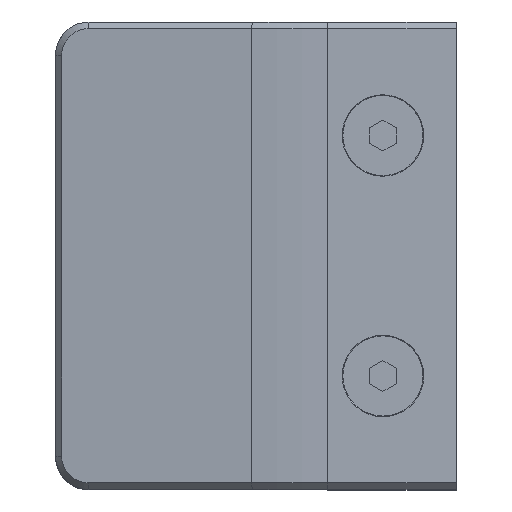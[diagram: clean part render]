
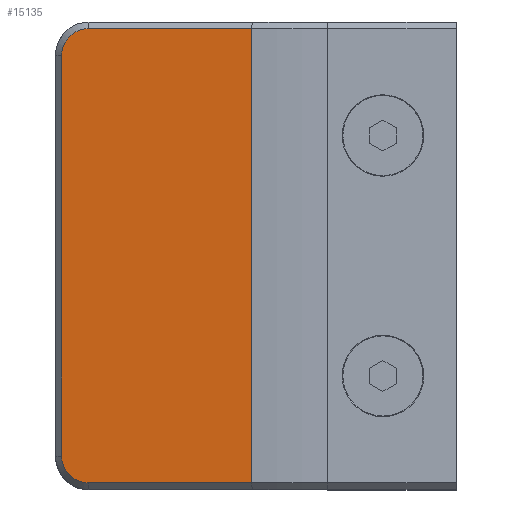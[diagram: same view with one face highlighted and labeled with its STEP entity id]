
A CAD part, top view. The second image highlights one B-rep face of the part: STEP entity #15135.
In plain terms, the highlighted face is planar.
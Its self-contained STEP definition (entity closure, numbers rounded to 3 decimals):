
#87 = CARTESIAN_POINT ( 'NONE',  ( -58.986, -31.037, -7.116 ) ) ;
#238 = CARTESIAN_POINT ( 'NONE',  ( -58.709, -31.773, -7.148 ) ) ;
#283 = CARTESIAN_POINT ( 'NONE',  ( -59.114, 30.262, -7.101 ) ) ;
#519 = VERTEX_POINT ( 'NONE', #19482 ) ;
#750 = EDGE_CURVE ( 'NONE', #26407, #519, #6427, .T. ) ;
#1134 = CARTESIAN_POINT ( 'NONE',  ( -60., 34., -7. ) ) ;
#2401 = CARTESIAN_POINT ( 'NONE',  ( -59.088, -30.524, -7.104 ) ) ;
#2597 = CARTESIAN_POINT ( 'NONE',  ( -56.886, 33.595, -7.356 ) ) ;
#2660 = ORIENTED_EDGE ( 'NONE', *, *, #6533, .F. ) ;
#2710 = CARTESIAN_POINT ( 'NONE',  ( -55.375, -34., -7.529 ) ) ;
#2892 = CARTESIAN_POINT ( 'NONE',  ( -58.585, 32.005, -7.162 ) ) ;
#3410 = VERTEX_POINT ( 'NONE', #13189 ) ;
#4558 = CARTESIAN_POINT ( 'NONE',  ( -58.294, -32.44, -7.195 ) ) ;
#4864 = CARTESIAN_POINT ( 'NONE',  ( -56.402, -33.796, -7.411 ) ) ;
#5147 = EDGE_CURVE ( 'NONE', #519, #6236, #27020, .T. ) ;
#6236 = VERTEX_POINT ( 'NONE', #8541 ) ;
#6427 = B_SPLINE_CURVE_WITH_KNOTS ( 'NONE', 3,
 ( #7020, #9183, #2401, #87, #6871, #238, #9481, #4558, #23781, #18852, #28272, #19000, #25963, #4864, #14248, #13948, #2710, #28420 ),
 .UNSPECIFIED., .F., .F.,
 ( 4, 2, 2, 2, 2, 2, 2, 2, 4 ),
 ( 0., 0.001, 0.002, 0.002, 0.003, 0.004, 0.005, 0.005, 0.006 ),
 .UNSPECIFIED. ) ;
#6533 = EDGE_CURVE ( 'NONE', #3410, #26407, #23095, .T. ) ;
#6871 = CARTESIAN_POINT ( 'NONE',  ( -58.909, -31.289, -7.125 ) ) ;
#6912 = EDGE_CURVE ( 'NONE', #14445, #3410, #9336, .T. ) ;
#7020 = CARTESIAN_POINT ( 'NONE',  ( -59.114, -30., -7.101 ) ) ;
#7140 = VECTOR ( 'NONE', #19749, 1000. ) ;
#7517 = CARTESIAN_POINT ( 'NONE',  ( -56.402, 33.796, -7.411 ) ) ;
#7598 = DIRECTION ( 'NONE',  ( -0.994, 0., 0.114 ) ) ;
#7668 = CARTESIAN_POINT ( 'NONE',  ( -59.114, 30., -7.101 ) ) ;
#7971 = ORIENTED_EDGE ( 'NONE', *, *, #24911, .F. ) ;
#8541 = CARTESIAN_POINT ( 'NONE',  ( -30.659, -34., -10.353 ) ) ;
#9183 = CARTESIAN_POINT ( 'NONE',  ( -59.114, -30.262, -7.101 ) ) ;
#9336 = B_SPLINE_CURVE_WITH_KNOTS ( 'NONE', 3,
 ( #17031, #28613, #19193, #23673, #7517, #2597, #14586, #23970, #12433, #21797, #11993, #2892, #21357, #12280, #9968, #28772, #283, #7668 ),
 .UNSPECIFIED., .F., .F.,
 ( 4, 2, 2, 2, 2, 2, 2, 2, 4 ),
 ( 0., 0.001, 0.002, 0.002, 0.003, 0.004, 0.005, 0.005, 0.006 ),
 .UNSPECIFIED. ) ;
#9360 = CARTESIAN_POINT ( 'NONE',  ( -30.659, 34., -10.353 ) ) ;
#9408 = CARTESIAN_POINT ( 'NONE',  ( -59.114, 35., -7.101 ) ) ;
#9481 = CARTESIAN_POINT ( 'NONE',  ( -58.585, -32.005, -7.162 ) ) ;
#9649 = DIRECTION ( 'NONE',  ( 0., 1., 0. ) ) ;
#9941 = CARTESIAN_POINT ( 'NONE',  ( -30.659, 35., -10.353 ) ) ;
#9968 = CARTESIAN_POINT ( 'NONE',  ( -58.986, 31.037, -7.116 ) ) ;
#11274 = CARTESIAN_POINT ( 'NONE',  ( -60., 35., -7. ) ) ;
#11993 = CARTESIAN_POINT ( 'NONE',  ( -58.294, 32.44, -7.195 ) ) ;
#12117 = LINE ( 'NONE', #9941, #20435 ) ;
#12280 = CARTESIAN_POINT ( 'NONE',  ( -58.909, 31.289, -7.125 ) ) ;
#12433 = CARTESIAN_POINT ( 'NONE',  ( -57.757, 33.014, -7.256 ) ) ;
#12535 = VECTOR ( 'NONE', #16473, 1000. ) ;
#13189 = CARTESIAN_POINT ( 'NONE',  ( -59.114, 30., -7.101 ) ) ;
#13948 = CARTESIAN_POINT ( 'NONE',  ( -55.637, -33.974, -7.499 ) ) ;
#14248 = CARTESIAN_POINT ( 'NONE',  ( -56.151, -33.872, -7.44 ) ) ;
#14445 = VERTEX_POINT ( 'NONE', #24658 ) ;
#14586 = CARTESIAN_POINT ( 'NONE',  ( -57.118, 33.471, -7.329 ) ) ;
#15135 = ADVANCED_FACE ( 'NONE', ( #17883 ), #20033, .F. ) ;
#15717 = ORIENTED_EDGE ( 'NONE', *, *, #5147, .F. ) ;
#15847 = ORIENTED_EDGE ( 'NONE', *, *, #750, .F. ) ;
#15907 = VERTEX_POINT ( 'NONE', #9360 ) ;
#16473 = DIRECTION ( 'NONE',  ( 0., -1., 0. ) ) ;
#17031 = CARTESIAN_POINT ( 'NONE',  ( -55.114, 34., -7.558 ) ) ;
#17262 = LINE ( 'NONE', #1134, #26510 ) ;
#17883 = FACE_OUTER_BOUND ( 'NONE', #19512, .T. ) ;
#18519 = EDGE_CURVE ( 'NONE', #15907, #14445, #17262, .T. ) ;
#18664 = AXIS2_PLACEMENT_3D ( 'NONE', #11274, #22800, #22645 ) ;
#18852 = CARTESIAN_POINT ( 'NONE',  ( -57.757, -33.014, -7.256 ) ) ;
#19000 = CARTESIAN_POINT ( 'NONE',  ( -57.118, -33.471, -7.329 ) ) ;
#19193 = CARTESIAN_POINT ( 'NONE',  ( -55.637, 33.974, -7.499 ) ) ;
#19482 = CARTESIAN_POINT ( 'NONE',  ( -55.114, -34., -7.558 ) ) ;
#19512 = EDGE_LOOP ( 'NONE', ( #15717, #15847, #2660, #28315, #29761, #7971 ) ) ;
#19749 = DIRECTION ( 'NONE',  ( 0.994, 0., -0.114 ) ) ;
#20033 = PLANE ( 'NONE',  #18664 ) ;
#20435 = VECTOR ( 'NONE', #9649, 1000. ) ;
#21357 = CARTESIAN_POINT ( 'NONE',  ( -58.709, 31.773, -7.148 ) ) ;
#21797 = CARTESIAN_POINT ( 'NONE',  ( -58.127, 32.643, -7.214 ) ) ;
#22645 = DIRECTION ( 'NONE',  ( 0.994, 0., -0.114 ) ) ;
#22800 = DIRECTION ( 'NONE',  ( 0.114, 0., 0.994 ) ) ;
#23095 = LINE ( 'NONE', #9408, #12535 ) ;
#23673 = CARTESIAN_POINT ( 'NONE',  ( -56.151, 33.872, -7.44 ) ) ;
#23781 = CARTESIAN_POINT ( 'NONE',  ( -58.127, -32.643, -7.214 ) ) ;
#23970 = CARTESIAN_POINT ( 'NONE',  ( -57.554, 33.18, -7.28 ) ) ;
#24021 = CARTESIAN_POINT ( 'NONE',  ( -59.114, -30., -7.101 ) ) ;
#24658 = CARTESIAN_POINT ( 'NONE',  ( -55.114, 34., -7.558 ) ) ;
#24911 = EDGE_CURVE ( 'NONE', #6236, #15907, #12117, .T. ) ;
#25002 = CARTESIAN_POINT ( 'NONE',  ( -60., -34., -7. ) ) ;
#25963 = CARTESIAN_POINT ( 'NONE',  ( -56.886, -33.595, -7.356 ) ) ;
#26407 = VERTEX_POINT ( 'NONE', #24021 ) ;
#26510 = VECTOR ( 'NONE', #7598, 1000. ) ;
#27020 = LINE ( 'NONE', #25002, #7140 ) ;
#28272 = CARTESIAN_POINT ( 'NONE',  ( -57.554, -33.18, -7.28 ) ) ;
#28315 = ORIENTED_EDGE ( 'NONE', *, *, #6912, .F. ) ;
#28420 = CARTESIAN_POINT ( 'NONE',  ( -55.114, -34., -7.558 ) ) ;
#28613 = CARTESIAN_POINT ( 'NONE',  ( -55.375, 34., -7.529 ) ) ;
#28772 = CARTESIAN_POINT ( 'NONE',  ( -59.088, 30.524, -7.104 ) ) ;
#29761 = ORIENTED_EDGE ( 'NONE', *, *, #18519, .F. ) ;
